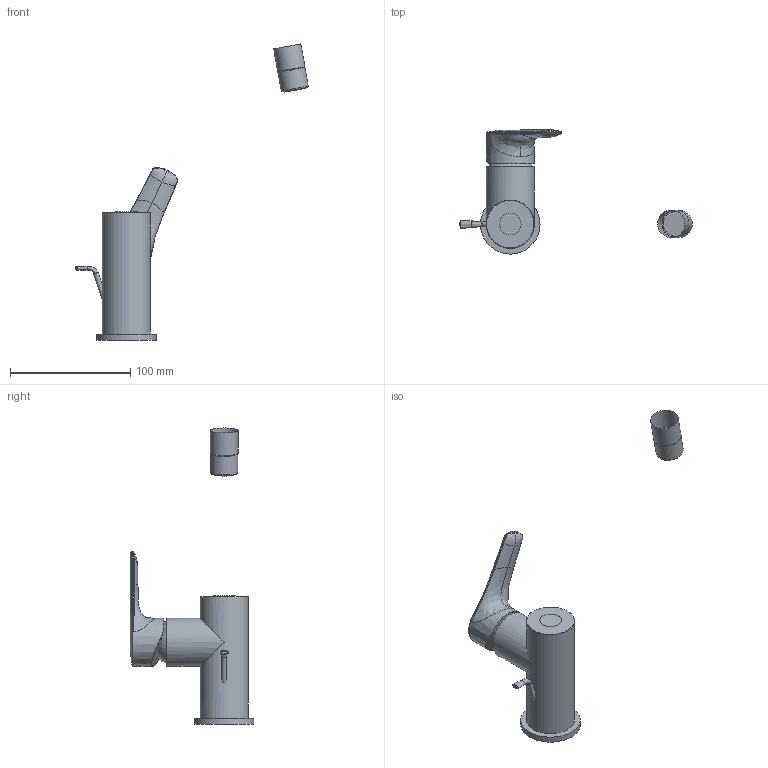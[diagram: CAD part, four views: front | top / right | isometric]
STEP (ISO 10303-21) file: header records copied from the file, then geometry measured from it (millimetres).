
FILE_DESCRIPTION(/* description */ ('Unknown'),/* implementation_level */ '2;1');
FILE_NAME(/* name */ '23537003',/* time_stamp */ '2022-09-07T04:33:16+02:00',/* author */ ('Unknown'),/* organization */ ('GROHE AG'),/* preprocessor_version */ 'ST-DEVELOPER v16.7',/* originating_system */ 'DEX',/* authorisation */ $);
FILE_SCHEMA (('AUTOMOTIVE_DESIGN {1 0 10303 214 3 1 1}'));
Length unit declared in the file: millimetre
Products named in the file (5): 23537003; 23537003_0; id80; A5.4132.0 Kundenmodell
Assembly tree (4 placements, depth 2):
  23537003
    23537003
    23537003_0
    id80
    A5.4132.0 Kundenmodell
Bounding box: 193.31 x 103.05 x 246.17 mm (x, y, z)
Volume: 10603.9 mm3; surface area: 38679.7 mm2
Topology: 2 solids, 16 shells, 232 faces, 868 edges, 619 vertices
Faces by surface type: plane 148, bspline 35, cylinder 30, cone 10, torus 8, sphere 1
Full cylindrical faces by diameter (mm): 4 x1, 4.6 x1, 5.6 x1, 11 x1, 17 x1, 18 x1, 18.05 x1, 20.1 x2, 20.5 x1, 22.8 x1, 23 x1, 40 x2, 49.5 x1
Entity records: 17827 total; most frequent: CARTESIAN_POINT 10813, DIRECTION 1434, ORIENTED_EDGE 1303, EDGE_CURVE 822, AXIS2_PLACEMENT_3D 609, VERTEX_POINT 604, EDGE_LOOP 265, FACE_BOUND 265
